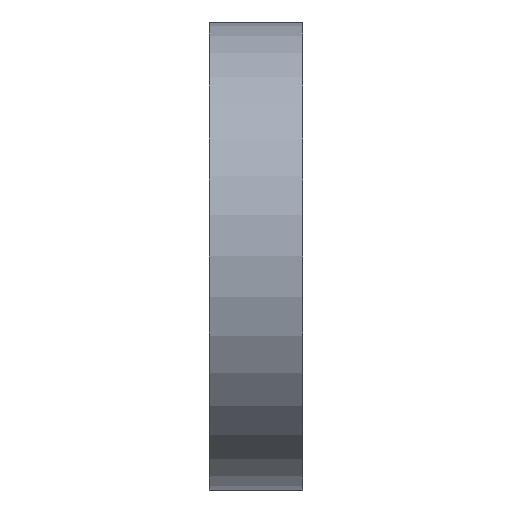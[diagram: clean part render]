
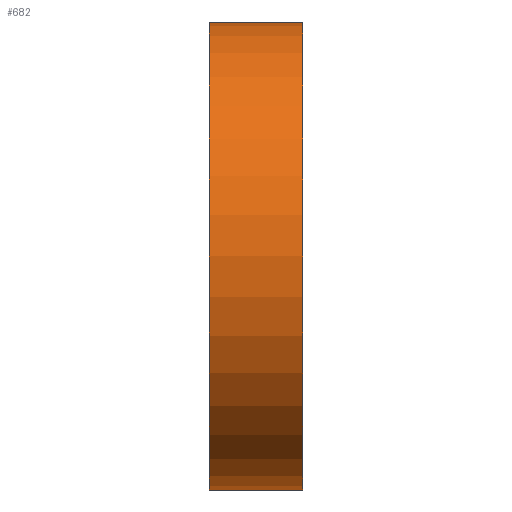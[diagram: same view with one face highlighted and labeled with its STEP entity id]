
A CAD part, front view. The second image highlights one B-rep face of the part: STEP entity #682.
In plain terms, the highlighted cylindrical face has radius 5 mm (diameter 10 mm), a partial arc.
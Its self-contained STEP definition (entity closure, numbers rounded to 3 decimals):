
#20 = LINE ( 'NONE', #127, #751 ) ;
#36 = ORIENTED_EDGE ( 'NONE', *, *, #60, .T. ) ;
#50 = DIRECTION ( 'NONE',  ( 1., 0., 0. ) ) ;
#60 = EDGE_CURVE ( 'NONE', #281, #61, #162, .T. ) ;
#61 = VERTEX_POINT ( 'NONE', #151 ) ;
#116 = CARTESIAN_POINT ( 'NONE',  ( -5.25, -25., 0. ) ) ;
#119 = DIRECTION ( 'NONE',  ( 0., 0., -1. ) ) ;
#125 = ORIENTED_EDGE ( 'NONE', *, *, #527, .T. ) ;
#127 = CARTESIAN_POINT ( 'NONE',  ( -5.25, -25., -5. ) ) ;
#151 = CARTESIAN_POINT ( 'NONE',  ( -7.25, -25., 5. ) ) ;
#162 = LINE ( 'NONE', #408, #802 ) ;
#164 = CARTESIAN_POINT ( 'NONE',  ( -5.25, -25., 5. ) ) ;
#221 = CIRCLE ( 'NONE', #716, 5. ) ;
#281 = VERTEX_POINT ( 'NONE', #164 ) ;
#336 = DIRECTION ( 'NONE',  ( -1., 0., 0. ) ) ;
#386 = CYLINDRICAL_SURFACE ( 'NONE', #689, 5. ) ;
#408 = CARTESIAN_POINT ( 'NONE',  ( -5.25, -25., 5. ) ) ;
#420 = CARTESIAN_POINT ( 'NONE',  ( -7.25, -25., -5. ) ) ;
#440 = CARTESIAN_POINT ( 'NONE',  ( -5.25, -25., 0. ) ) ;
#463 = ORIENTED_EDGE ( 'NONE', *, *, #580, .F. ) ;
#467 = VERTEX_POINT ( 'NONE', #420 ) ;
#490 = EDGE_LOOP ( 'NONE', ( #125, #463, #575, #36 ) ) ;
#527 = EDGE_CURVE ( 'NONE', #61, #467, #651, .T. ) ;
#557 = DIRECTION ( 'NONE',  ( 0., 0., 1. ) ) ;
#558 = EDGE_CURVE ( 'NONE', #281, #600, #221, .T. ) ;
#575 = ORIENTED_EDGE ( 'NONE', *, *, #558, .F. ) ;
#580 = EDGE_CURVE ( 'NONE', #600, #467, #20, .T. ) ;
#600 = VERTEX_POINT ( 'NONE', #744 ) ;
#634 = DIRECTION ( 'NONE',  ( -1., 0., 0. ) ) ;
#651 = CIRCLE ( 'NONE', #779, 5. ) ;
#681 = CARTESIAN_POINT ( 'NONE',  ( -7.25, -25., 0. ) ) ;
#682 = ADVANCED_FACE ( 'NONE', ( #697 ), #386, .T. ) ;
#689 = AXIS2_PLACEMENT_3D ( 'NONE', #440, #634, #557 ) ;
#697 = FACE_OUTER_BOUND ( 'NONE', #490, .T. ) ;
#716 = AXIS2_PLACEMENT_3D ( 'NONE', #116, #733, #801 ) ;
#733 = DIRECTION ( 'NONE',  ( 1., 0., 0. ) ) ;
#744 = CARTESIAN_POINT ( 'NONE',  ( -5.25, -25., -5. ) ) ;
#751 = VECTOR ( 'NONE', #753, 1000. ) ;
#753 = DIRECTION ( 'NONE',  ( -1., 0., 0. ) ) ;
#779 = AXIS2_PLACEMENT_3D ( 'NONE', #681, #50, #119 ) ;
#801 = DIRECTION ( 'NONE',  ( 0., 0., -1. ) ) ;
#802 = VECTOR ( 'NONE', #336, 1000. ) ;
